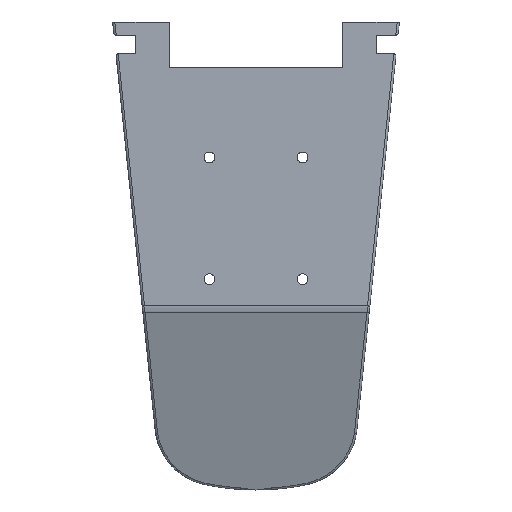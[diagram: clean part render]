
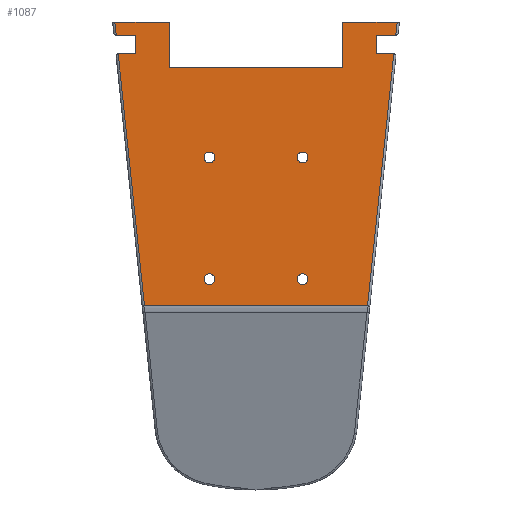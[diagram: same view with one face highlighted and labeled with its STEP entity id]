
A CAD part, front view. The second image highlights one B-rep face of the part: STEP entity #1087.
In plain terms, the highlighted planar face has unit normal (0, -1, 0).
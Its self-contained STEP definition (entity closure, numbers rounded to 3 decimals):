
#34=FACE_BOUND('',#195,.T.);
#35=FACE_BOUND('',#196,.T.);
#36=FACE_BOUND('',#197,.T.);
#37=FACE_BOUND('',#198,.T.);
#108=PLANE('',#1182);
#128=FACE_OUTER_BOUND('',#194,.T.);
#194=EDGE_LOOP('',(#740,#741,#742,#743,#744,#745,#746,#747,#748,#749,#750,
#751,#752,#753,#754,#755));
#195=EDGE_LOOP('',(#756));
#196=EDGE_LOOP('',(#757));
#197=EDGE_LOOP('',(#758));
#198=EDGE_LOOP('',(#759));
#267=LINE('',#1625,#340);
#269=LINE('',#1659,#342);
#271=LINE('',#1667,#344);
#273=LINE('',#1699,#346);
#274=LINE('',#1701,#347);
#275=LINE('',#1703,#348);
#276=LINE('',#1705,#349);
#277=LINE('',#1707,#350);
#278=LINE('',#1709,#351);
#279=LINE('',#1711,#352);
#280=LINE('',#1713,#353);
#281=LINE('',#1715,#354);
#282=LINE('',#1717,#355);
#283=LINE('',#1719,#356);
#284=LINE('',#1721,#357);
#285=LINE('',#1722,#358);
#340=VECTOR('',#1306,10.);
#342=VECTOR('',#1314,10.);
#344=VECTOR('',#1322,10.);
#346=VECTOR('',#1328,10.);
#347=VECTOR('',#1329,10.);
#348=VECTOR('',#1330,10.);
#349=VECTOR('',#1331,10.);
#350=VECTOR('',#1332,10.);
#351=VECTOR('',#1333,10.);
#352=VECTOR('',#1334,10.);
#353=VECTOR('',#1335,10.);
#354=VECTOR('',#1336,10.);
#355=VECTOR('',#1337,10.);
#356=VECTOR('',#1338,10.);
#357=VECTOR('',#1339,10.);
#358=VECTOR('',#1340,10.);
#417=CIRCLE('',#1183,2.38);
#418=CIRCLE('',#1184,2.38);
#419=CIRCLE('',#1185,2.38);
#420=CIRCLE('',#1186,2.38);
#448=VERTEX_POINT('',#1623);
#449=VERTEX_POINT('',#1624);
#454=VERTEX_POINT('',#1658);
#457=VERTEX_POINT('',#1666);
#461=VERTEX_POINT('',#1698);
#462=VERTEX_POINT('',#1700);
#463=VERTEX_POINT('',#1702);
#464=VERTEX_POINT('',#1704);
#465=VERTEX_POINT('',#1706);
#466=VERTEX_POINT('',#1708);
#467=VERTEX_POINT('',#1710);
#468=VERTEX_POINT('',#1712);
#469=VERTEX_POINT('',#1714);
#470=VERTEX_POINT('',#1716);
#471=VERTEX_POINT('',#1718);
#472=VERTEX_POINT('',#1720);
#473=VERTEX_POINT('',#1723);
#474=VERTEX_POINT('',#1725);
#475=VERTEX_POINT('',#1727);
#476=VERTEX_POINT('',#1729);
#554=EDGE_CURVE('',#448,#449,#267,.T.);
#560=EDGE_CURVE('',#454,#448,#269,.T.);
#564=EDGE_CURVE('',#457,#454,#271,.T.);
#569=EDGE_CURVE('',#461,#449,#273,.T.);
#570=EDGE_CURVE('',#461,#462,#274,.T.);
#571=EDGE_CURVE('',#462,#463,#275,.T.);
#572=EDGE_CURVE('',#463,#464,#276,.T.);
#573=EDGE_CURVE('',#464,#465,#277,.T.);
#574=EDGE_CURVE('',#465,#466,#278,.T.);
#575=EDGE_CURVE('',#467,#466,#279,.T.);
#576=EDGE_CURVE('',#467,#468,#280,.T.);
#577=EDGE_CURVE('',#468,#469,#281,.T.);
#578=EDGE_CURVE('',#469,#470,#282,.T.);
#579=EDGE_CURVE('',#471,#470,#283,.T.);
#580=EDGE_CURVE('',#472,#471,#284,.T.);
#581=EDGE_CURVE('',#457,#472,#285,.T.);
#582=EDGE_CURVE('',#473,#473,#417,.T.);
#583=EDGE_CURVE('',#474,#474,#418,.T.);
#584=EDGE_CURVE('',#475,#475,#419,.T.);
#585=EDGE_CURVE('',#476,#476,#420,.T.);
#740=ORIENTED_EDGE('',*,*,#564,.T.);
#741=ORIENTED_EDGE('',*,*,#560,.T.);
#742=ORIENTED_EDGE('',*,*,#554,.T.);
#743=ORIENTED_EDGE('',*,*,#569,.F.);
#744=ORIENTED_EDGE('',*,*,#570,.T.);
#745=ORIENTED_EDGE('',*,*,#571,.T.);
#746=ORIENTED_EDGE('',*,*,#572,.T.);
#747=ORIENTED_EDGE('',*,*,#573,.T.);
#748=ORIENTED_EDGE('',*,*,#574,.T.);
#749=ORIENTED_EDGE('',*,*,#575,.F.);
#750=ORIENTED_EDGE('',*,*,#576,.T.);
#751=ORIENTED_EDGE('',*,*,#577,.T.);
#752=ORIENTED_EDGE('',*,*,#578,.T.);
#753=ORIENTED_EDGE('',*,*,#579,.F.);
#754=ORIENTED_EDGE('',*,*,#580,.F.);
#755=ORIENTED_EDGE('',*,*,#581,.F.);
#756=ORIENTED_EDGE('',*,*,#582,.T.);
#757=ORIENTED_EDGE('',*,*,#583,.T.);
#758=ORIENTED_EDGE('',*,*,#584,.T.);
#759=ORIENTED_EDGE('',*,*,#585,.T.);
#1087=ADVANCED_FACE('',(#128,#34,#35,#36,#37),#108,.F.);
#1182=AXIS2_PLACEMENT_3D('',#1697,#1326,#1327);
#1183=AXIS2_PLACEMENT_3D('',#1724,#1341,#1342);
#1184=AXIS2_PLACEMENT_3D('',#1726,#1343,#1344);
#1185=AXIS2_PLACEMENT_3D('',#1728,#1345,#1346);
#1186=AXIS2_PLACEMENT_3D('',#1730,#1347,#1348);
#1306=DIRECTION('',(1.,0.,0.));
#1314=DIRECTION('',(0.,0.,1.));
#1322=DIRECTION('',(-1.,0.,0.));
#1326=DIRECTION('center_axis',(0.,1.,0.));
#1327=DIRECTION('ref_axis',(0.,0.,1.));
#1328=DIRECTION('',(-0.104,0.,-0.995));
#1329=DIRECTION('',(-1.,0.,0.));
#1330=DIRECTION('',(0.,0.,-1.));
#1331=DIRECTION('',(-1.,0.,0.));
#1332=DIRECTION('',(0.,0.,1.));
#1333=DIRECTION('',(-1.,0.,0.));
#1334=DIRECTION('',(-0.104,0.,0.995));
#1335=DIRECTION('',(1.,0.,0.));
#1336=DIRECTION('',(0.,0.,-1.));
#1337=DIRECTION('',(-1.,0.,0.));
#1338=DIRECTION('',(-0.104,0.,0.995));
#1339=DIRECTION('',(-1.,0.,0.));
#1340=DIRECTION('',(-0.104,0.,-0.995));
#1341=DIRECTION('center_axis',(0.,1.,0.));
#1342=DIRECTION('ref_axis',(-1.,0.,0.));
#1343=DIRECTION('center_axis',(0.,1.,0.));
#1344=DIRECTION('ref_axis',(-1.,0.,0.));
#1345=DIRECTION('center_axis',(0.,1.,0.));
#1346=DIRECTION('ref_axis',(-1.,0.,0.));
#1347=DIRECTION('center_axis',(0.,1.,0.));
#1348=DIRECTION('ref_axis',(-1.,0.,0.));
#1623=CARTESIAN_POINT('',(53.463,0.,-79.94));
#1624=CARTESIAN_POINT('',(61.932,0.,-79.94));
#1625=CARTESIAN_POINT('',(299.191,0.,-79.94));
#1658=CARTESIAN_POINT('',(53.463,0.,-88.247));
#1659=CARTESIAN_POINT('',(53.463,0.,-23.094));
#1666=CARTESIAN_POINT('',(61.067,0.,-88.247));
#1667=CARTESIAN_POINT('',(299.191,0.,-88.247));
#1697=CARTESIAN_POINT('Origin',(0.,0.,37.906));
#1698=CARTESIAN_POINT('',(62.541,0.,-74.094));
#1699=CARTESIAN_POINT('',(69.81,0.,-4.306));
#1700=CARTESIAN_POINT('',(38.463,0.,-74.094));
#1701=CARTESIAN_POINT('',(31.773,0.,-74.094));
#1702=CARTESIAN_POINT('',(38.463,0.,-94.094));
#1703=CARTESIAN_POINT('',(38.463,0.,-18.094));
#1704=CARTESIAN_POINT('',(-38.463,0.,-94.094));
#1705=CARTESIAN_POINT('',(19.232,0.,-94.094));
#1706=CARTESIAN_POINT('',(-38.463,0.,-74.094));
#1707=CARTESIAN_POINT('',(-38.463,0.,-28.094));
#1708=CARTESIAN_POINT('',(-62.541,0.,-74.094));
#1709=CARTESIAN_POINT('',(-19.232,0.,-74.094));
#1710=CARTESIAN_POINT('',(-61.932,0.,-79.94));
#1711=CARTESIAN_POINT('',(-61.346,0.,-85.565));
#1712=CARTESIAN_POINT('',(-53.463,0.,-79.94));
#1713=CARTESIAN_POINT('',(-299.19,0.,-79.94));
#1714=CARTESIAN_POINT('',(-53.463,0.,-88.247));
#1715=CARTESIAN_POINT('',(-53.463,0.,-23.094));
#1716=CARTESIAN_POINT('',(-61.067,0.,-88.247));
#1717=CARTESIAN_POINT('',(-299.19,0.,-88.247));
#1718=CARTESIAN_POINT('',(-49.437,0.,-199.91));
#1719=CARTESIAN_POINT('',(-61.346,0.,-85.565));
#1720=CARTESIAN_POINT('',(49.437,0.,-199.91));
#1721=CARTESIAN_POINT('',(37.5,0.,-199.91));
#1722=CARTESIAN_POINT('',(69.81,0.,-4.306));
#1723=CARTESIAN_POINT('',(23.018,0.,-188.069));
#1724=CARTESIAN_POINT('Origin',(20.638,0.,-188.069));
#1725=CARTESIAN_POINT('',(-18.258,0.,-188.069));
#1726=CARTESIAN_POINT('Origin',(-20.638,0.,-188.069));
#1727=CARTESIAN_POINT('',(23.018,0.,-134.094));
#1728=CARTESIAN_POINT('Origin',(20.638,0.,-134.094));
#1729=CARTESIAN_POINT('',(-18.258,0.,-134.094));
#1730=CARTESIAN_POINT('Origin',(-20.638,0.,-134.094));
